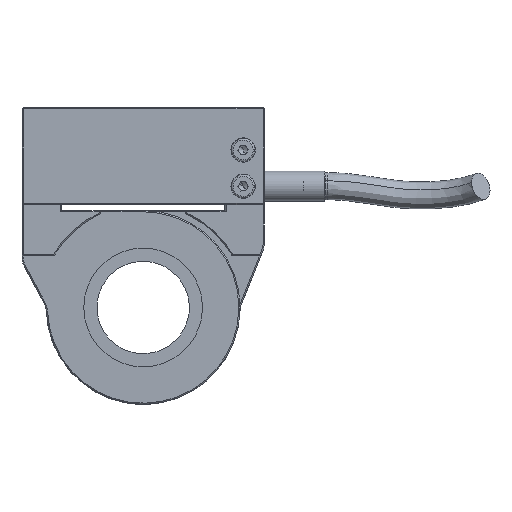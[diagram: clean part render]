
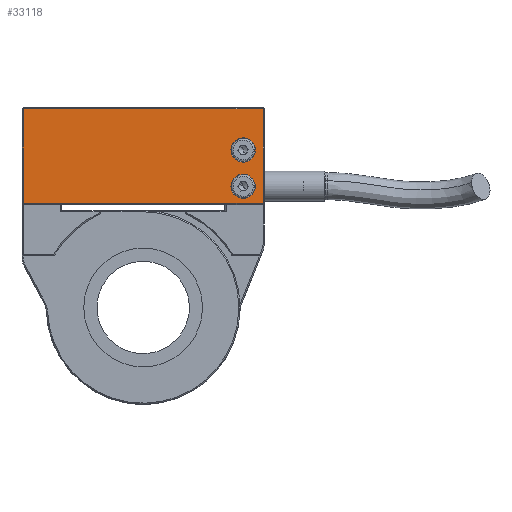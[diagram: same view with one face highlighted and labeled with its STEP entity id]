
A CAD part, front view. The second image highlights one B-rep face of the part: STEP entity #33118.
In plain terms, the highlighted planar face has unit normal (0, -1, 0).
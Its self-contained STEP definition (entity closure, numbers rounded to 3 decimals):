
#66 = DIRECTION ( 'NONE',  ( 0., -1., 0. ) ) ;
#834 = DIRECTION ( 'NONE',  ( 0., 0., -1. ) ) ;
#1286 = VERTEX_POINT ( 'NONE', #17337 ) ;
#1335 = DIRECTION ( 'NONE',  ( 0., 1., 0. ) ) ;
#2807 = VERTEX_POINT ( 'NONE', #55857 ) ;
#2840 = FACE_BOUND ( 'NONE', #51479, .T. ) ;
#3226 = CARTESIAN_POINT ( 'NONE',  ( -32.903, -17.895, 22.59 ) ) ;
#4125 = VERTEX_POINT ( 'NONE', #24126 ) ;
#4510 = AXIS2_PLACEMENT_3D ( 'NONE', #24694, #11551, #33740 ) ;
#4766 = VECTOR ( 'NONE', #834, 1000. ) ;
#8691 = EDGE_CURVE ( 'NONE', #41070, #4125, #22585, .T. ) ;
#9788 = EDGE_CURVE ( 'NONE', #1286, #42734, #45030, .T. ) ;
#9838 = ORIENTED_EDGE ( 'NONE', *, *, #31030, .T. ) ;
#10229 = VERTEX_POINT ( 'NONE', #12524 ) ;
#11395 = DIRECTION ( 'NONE',  ( 0., 0., 1. ) ) ;
#11551 = DIRECTION ( 'NONE',  ( 0., -1., 0. ) ) ;
#12524 = CARTESIAN_POINT ( 'NONE',  ( -72.503, -17.895, 38.19 ) ) ;
#13185 = EDGE_CURVE ( 'NONE', #2807, #54699, #25818, .T. ) ;
#13774 = CARTESIAN_POINT ( 'NONE',  ( -36.203, -17.895, 33.39 ) ) ;
#14357 = VECTOR ( 'NONE', #26129, 1000. ) ;
#14539 = PLANE ( 'NONE',  #41448 ) ;
#15228 = CIRCLE ( 'NONE', #4510, 2. ) ;
#16259 = FACE_BOUND ( 'NONE', #55810, .T. ) ;
#17337 = CARTESIAN_POINT ( 'NONE',  ( -36.203, -17.895, 29.39 ) ) ;
#18046 = CARTESIAN_POINT ( 'NONE',  ( -36.203, -17.895, 31.39 ) ) ;
#18203 = DIRECTION ( 'NONE',  ( 0., 0., -1. ) ) ;
#19648 = DIRECTION ( 'NONE',  ( 1., 0., 0. ) ) ;
#19664 = ORIENTED_EDGE ( 'NONE', *, *, #45799, .T. ) ;
#19842 = CARTESIAN_POINT ( 'NONE',  ( -32.903, -17.895, 38.39 ) ) ;
#20598 = CIRCLE ( 'NONE', #50404, 2. ) ;
#22243 = CARTESIAN_POINT ( 'NONE',  ( -32.703, -17.895, 38.19 ) ) ;
#22585 = LINE ( 'NONE', #19842, #46429 ) ;
#24126 = CARTESIAN_POINT ( 'NONE',  ( -32.903, -17.895, 38.19 ) ) ;
#24694 = CARTESIAN_POINT ( 'NONE',  ( -36.203, -17.895, 25.39 ) ) ;
#25818 = CIRCLE ( 'NONE', #32310, 2. ) ;
#26129 = DIRECTION ( 'NONE',  ( -1., 0., 0. ) ) ;
#26445 = ORIENTED_EDGE ( 'NONE', *, *, #13185, .F. ) ;
#27030 = DIRECTION ( 'NONE',  ( 0., 0., -1. ) ) ;
#28336 = CARTESIAN_POINT ( 'NONE',  ( -72.503, -17.895, 38.39 ) ) ;
#29315 = CARTESIAN_POINT ( 'NONE',  ( -72.503, -17.895, 22.59 ) ) ;
#29585 = ORIENTED_EDGE ( 'NONE', *, *, #43036, .F. ) ;
#31030 = EDGE_CURVE ( 'NONE', #4125, #10229, #49441, .T. ) ;
#31080 = LINE ( 'NONE', #33354, #40222 ) ;
#31712 = CARTESIAN_POINT ( 'NONE',  ( -36.203, -17.895, 25.39 ) ) ;
#32051 = EDGE_CURVE ( 'NONE', #40582, #41070, #31080, .T. ) ;
#32310 = AXIS2_PLACEMENT_3D ( 'NONE', #31712, #66, #18203 ) ;
#33118 = ADVANCED_FACE ( 'NONE', ( #56259, #2840, #16259 ), #14539, .F. ) ;
#33354 = CARTESIAN_POINT ( 'NONE',  ( -32.703, -17.895, 22.59 ) ) ;
#33740 = DIRECTION ( 'NONE',  ( 0., 0., -1. ) ) ;
#36392 = ORIENTED_EDGE ( 'NONE', *, *, #32051, .T. ) ;
#37030 = EDGE_LOOP ( 'NONE', ( #36392, #52580, #9838, #19664 ) ) ;
#37093 = CARTESIAN_POINT ( 'NONE',  ( -32.703, -17.895, 38.39 ) ) ;
#38661 = ORIENTED_EDGE ( 'NONE', *, *, #46825, .F. ) ;
#40222 = VECTOR ( 'NONE', #19648, 1000. ) ;
#40582 = VERTEX_POINT ( 'NONE', #29315 ) ;
#40824 = CARTESIAN_POINT ( 'NONE',  ( -36.203, -17.895, 31.39 ) ) ;
#41070 = VERTEX_POINT ( 'NONE', #3226 ) ;
#41448 = AXIS2_PLACEMENT_3D ( 'NONE', #37093, #1335, #46494 ) ;
#42734 = VERTEX_POINT ( 'NONE', #13774 ) ;
#43036 = EDGE_CURVE ( 'NONE', #42734, #1286, #20598, .T. ) ;
#45030 = CIRCLE ( 'NONE', #55518, 2. ) ;
#45799 = EDGE_CURVE ( 'NONE', #10229, #40582, #55380, .T. ) ;
#46429 = VECTOR ( 'NONE', #11395, 1000. ) ;
#46494 = DIRECTION ( 'NONE',  ( 0., 0., 1. ) ) ;
#46825 = EDGE_CURVE ( 'NONE', #54699, #2807, #15228, .T. ) ;
#49065 = DIRECTION ( 'NONE',  ( 0., 0., -1. ) ) ;
#49441 = LINE ( 'NONE', #22243, #14357 ) ;
#50404 = AXIS2_PLACEMENT_3D ( 'NONE', #18046, #58068, #27030 ) ;
#51479 = EDGE_LOOP ( 'NONE', ( #26445, #38661 ) ) ;
#51488 = ORIENTED_EDGE ( 'NONE', *, *, #9788, .F. ) ;
#52580 = ORIENTED_EDGE ( 'NONE', *, *, #8691, .T. ) ;
#53971 = DIRECTION ( 'NONE',  ( 0., -1., 0. ) ) ;
#54699 = VERTEX_POINT ( 'NONE', #55001 ) ;
#55001 = CARTESIAN_POINT ( 'NONE',  ( -36.203, -17.895, 27.39 ) ) ;
#55380 = LINE ( 'NONE', #28336, #4766 ) ;
#55518 = AXIS2_PLACEMENT_3D ( 'NONE', #40824, #53971, #49065 ) ;
#55810 = EDGE_LOOP ( 'NONE', ( #51488, #29585 ) ) ;
#55857 = CARTESIAN_POINT ( 'NONE',  ( -36.203, -17.895, 23.39 ) ) ;
#56259 = FACE_OUTER_BOUND ( 'NONE', #37030, .T. ) ;
#58068 = DIRECTION ( 'NONE',  ( 0., -1., 0. ) ) ;
